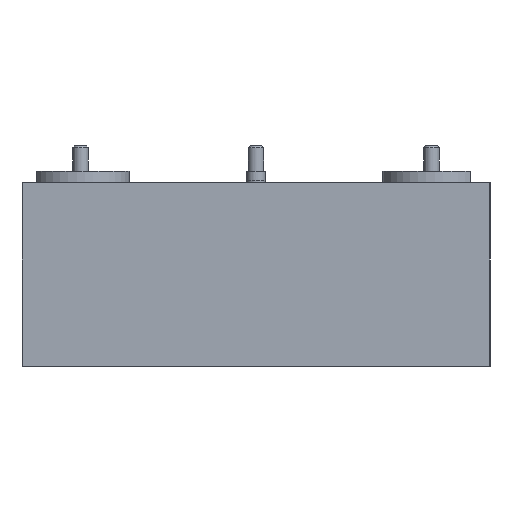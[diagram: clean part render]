
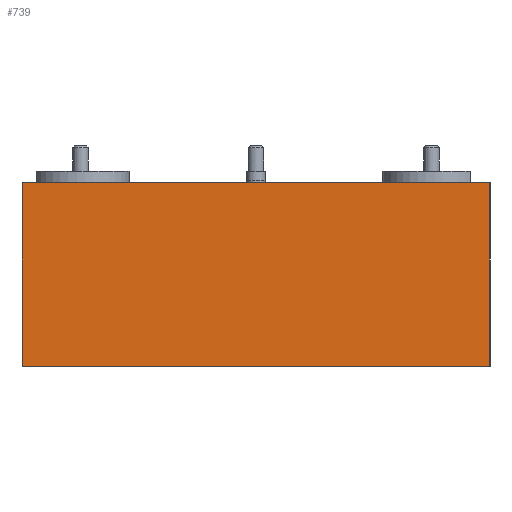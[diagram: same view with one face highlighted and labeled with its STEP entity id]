
A CAD part, left-side view. The second image highlights one B-rep face of the part: STEP entity #739.
In plain terms, the highlighted planar face has unit normal (-1, 0, 0).
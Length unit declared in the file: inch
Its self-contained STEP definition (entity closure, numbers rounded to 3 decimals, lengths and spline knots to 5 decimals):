
#213 = VECTOR ( 'NONE', #548, 39.37008 ) ;
#217 = LINE ( 'NONE', #544, #213 ) ;
#221 = LINE ( 'NONE', #547, #257 ) ;
#257 = VECTOR ( 'NONE', #550, 39.37008 ) ;
#267 = LINE ( 'NONE', #541, #279 ) ;
#279 = VECTOR ( 'NONE', #539, 39.37008 ) ;
#490 = EDGE_CURVE ( 'NONE', #811, #813, #217, .T. ) ;
#491 = EDGE_CURVE ( 'NONE', #811, #806, #221, .T. ) ;
#503 = EDGE_CURVE ( 'NONE', #806, #805, #267, .T. ) ;
#539 = DIRECTION ( 'NONE',  ( 0., -1., 0. ) ) ;
#541 = CARTESIAN_POINT ( 'NONE',  ( -4.6, 0., 1. ) ) ;
#544 = CARTESIAN_POINT ( 'NONE',  ( -4.6, 0., 0.06 ) ) ;
#547 = CARTESIAN_POINT ( 'NONE',  ( -4.6, 0., 0.06 ) ) ;
#548 = DIRECTION ( 'NONE',  ( 0., -1., 0. ) ) ;
#550 = DIRECTION ( 'NONE',  ( 0., 0., 1. ) ) ;
#739 = ADVANCED_FACE ( 'NONE', ( #1470 ), #1853, .T. ) ;
#805 = VERTEX_POINT ( 'NONE', #2771 ) ;
#806 = VERTEX_POINT ( 'NONE', #2772 ) ;
#811 = VERTEX_POINT ( 'NONE', #2777 ) ;
#813 = VERTEX_POINT ( 'NONE', #2779 ) ;
#822 = EDGE_CURVE ( 'NONE', #813, #805, #2385, .T. ) ;
#1470 = FACE_OUTER_BOUND ( 'NONE', #3134, .T. ) ;
#1784 = AXIS2_PLACEMENT_3D ( 'NONE', #1844, #1866, #1867 ) ;
#1844 = CARTESIAN_POINT ( 'NONE',  ( -4.6, 0., 0.06 ) ) ;
#1853 = PLANE ( 'NONE',  #1784 ) ;
#1866 = DIRECTION ( 'NONE',  ( -1., 0., 0. ) ) ;
#1867 = DIRECTION ( 'NONE',  ( 0., 0., -1. ) ) ;
#2385 = LINE ( 'NONE', #2795, #2386 ) ;
#2386 = VECTOR ( 'NONE', #2796, 39.37008 ) ;
#2771 = CARTESIAN_POINT ( 'NONE',  ( -4.6, -2.4, 1. ) ) ;
#2772 = CARTESIAN_POINT ( 'NONE',  ( -4.6, 0., 1. ) ) ;
#2777 = CARTESIAN_POINT ( 'NONE',  ( -4.6, 0., 0.06 ) ) ;
#2779 = CARTESIAN_POINT ( 'NONE',  ( -4.6, -2.4, 0.06 ) ) ;
#2795 = CARTESIAN_POINT ( 'NONE',  ( -4.6, -2.4, 0.06 ) ) ;
#2796 = DIRECTION ( 'NONE',  ( 0., 0., 1. ) ) ;
#3047 = ORIENTED_EDGE ( 'NONE', *, *, #822, .T. ) ;
#3048 = ORIENTED_EDGE ( 'NONE', *, *, #490, .T. ) ;
#3049 = ORIENTED_EDGE ( 'NONE', *, *, #491, .F. ) ;
#3050 = ORIENTED_EDGE ( 'NONE', *, *, #503, .F. ) ;
#3134 = EDGE_LOOP ( 'NONE', ( #3050, #3049, #3048, #3047 ) ) ;
